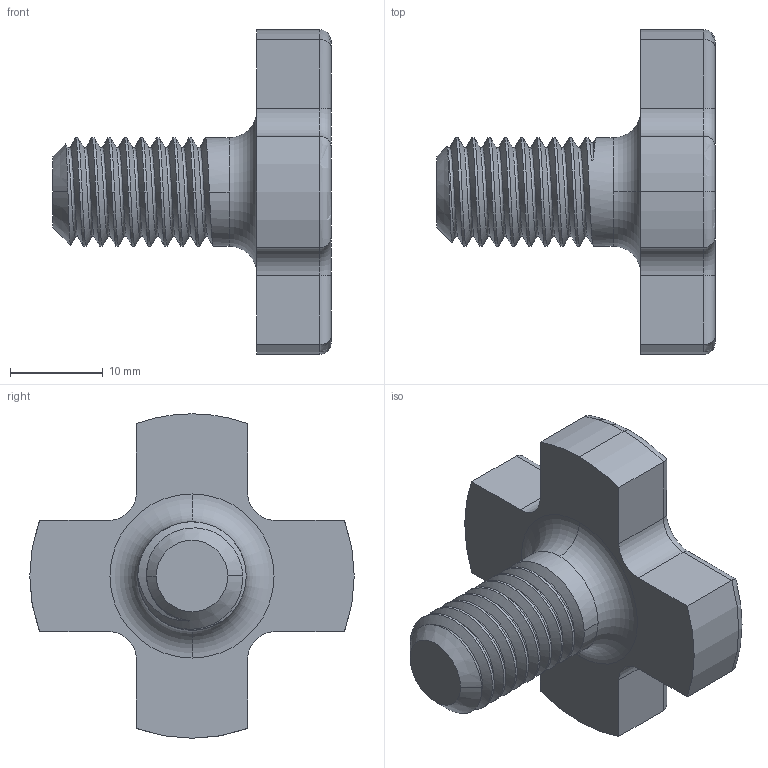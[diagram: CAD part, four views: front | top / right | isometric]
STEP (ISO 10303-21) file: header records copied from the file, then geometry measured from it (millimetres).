
FILE_DESCRIPTION (( 'STEP AP203' ), '1' );
FILE_NAME ('102.10.27_D_3D-Zeichnung.STEP', '2024-03-19T14:52:01', ( '' ), ( '' ), 'SwSTEP 2.0', 'SolidWorks 2023', '' );
FILE_SCHEMA (( 'CONFIG_CONTROL_DESIGN' ));
Length unit declared in the file: metre
Products named in the file (3): _Q_r____FMB27.STEP; 403.11.27_D_3D-Zeichnung.STEP; 102.10.27_D_3D-Zeichnung
Assembly tree (2 placements, depth 3):
  102.10.27_D_3D-Zeichnung
    403.11.27_D_3D-Zeichnung.STEP
      _Q_r____FMB27.STEP
Bounding box: 30 x 35 x 35 mm (x, y, z)
Volume: 7560.5 mm3; surface area: 3343.7 mm2
Topology: 1 solids, 2 shells, 67 faces, 174 edges, 110 vertices
Faces by surface type: cylinder 36, plane 11, torus 11, bspline 7, cone 2
Entity records: 5854 total; most frequent: CARTESIAN_POINT 4065, ORIENTED_EDGE 346, DIRECTION 292, EDGE_CURVE 173, AXIS2_PLACEMENT_3D 115, VERTEX_POINT 109, EDGE_LOOP 68, ADVANCED_FACE 67
